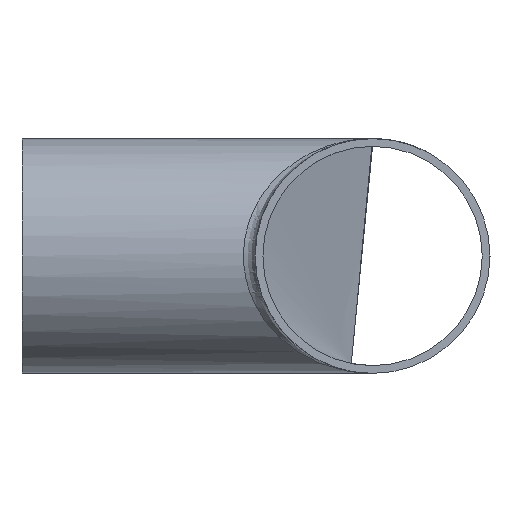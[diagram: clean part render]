
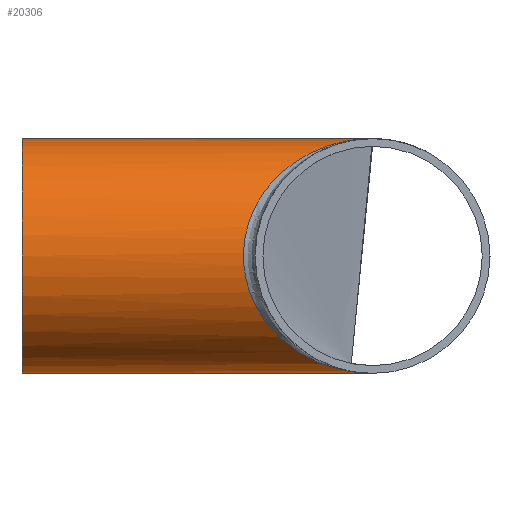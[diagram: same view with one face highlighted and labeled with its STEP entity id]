
A CAD part, left-side view. The second image highlights one B-rep face of the part: STEP entity #20306.
In plain terms, the highlighted cylindrical face has radius 30.15 mm (diameter 60.3 mm), a full revolution.
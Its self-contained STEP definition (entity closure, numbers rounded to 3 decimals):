
#284 = CARTESIAN_POINT ( 'NONE',  ( 0., 90., 30.15 ) ) ;
#546 = DIRECTION ( 'NONE',  ( 0., 0., -1. ) ) ;
#845 = AXIS2_PLACEMENT_3D ( 'NONE', #15225, #12212, #17005 ) ;
#900 =( BOUNDED_CURVE ( )  B_SPLINE_CURVE ( 3, ( #7911, #18409, #19859, #19757 ),
 .UNSPECIFIED., .F., .T. ) 
 B_SPLINE_CURVE_WITH_KNOTS ( ( 4, 4 ),
 ( 4.712, 7.854 ),
 .UNSPECIFIED. ) 
 CURVE ( )  GEOMETRIC_REPRESENTATION_ITEM ( )  RATIONAL_B_SPLINE_CURVE ( ( 1., 0.333, 0.333, 1. ) ) 
 REPRESENTATION_ITEM ( '' )  );
#1180 = CIRCLE ( 'NONE', #845, 30.15 ) ;
#2212 = FACE_OUTER_BOUND ( 'NONE', #10746, .T. ) ;
#5293 = EDGE_LOOP ( 'NONE', ( #7318 ) ) ;
#5749 = DIRECTION ( 'NONE',  ( 0., -1., 0. ) ) ;
#6953 = VERTEX_POINT ( 'NONE', #18623 ) ;
#7318 = ORIENTED_EDGE ( 'NONE', *, *, #11842, .F. ) ;
#7911 = CARTESIAN_POINT ( 'NONE',  ( 0., 0., -30.15 ) ) ;
#8283 = EDGE_CURVE ( 'NONE', #11798, #6953, #900, .T. ) ;
#8308 = ORIENTED_EDGE ( 'NONE', *, *, #18811, .T. ) ;
#8839 = CARTESIAN_POINT ( 'NONE',  ( 60.3, 66.3, 30.15 ) ) ;
#9096 = CYLINDRICAL_SURFACE ( 'NONE', #15719, 30.15 ) ;
#10116 =( BOUNDED_CURVE ( )  B_SPLINE_CURVE ( 3, ( #15658, #8839, #20782, #12627 ),
 .UNSPECIFIED., .F., .T. ) 
 B_SPLINE_CURVE_WITH_KNOTS ( ( 4, 4 ),
 ( 1.571, 4.712 ),
 .UNSPECIFIED. ) 
 CURVE ( )  GEOMETRIC_REPRESENTATION_ITEM ( )  RATIONAL_B_SPLINE_CURVE ( ( 1., 0.333, 0.333, 1. ) ) 
 REPRESENTATION_ITEM ( '' )  );
#10436 = CARTESIAN_POINT ( 'NONE',  ( 0., 0., -30.15 ) ) ;
#10746 = EDGE_LOOP ( 'NONE', ( #14129, #8308 ) ) ;
#11798 = VERTEX_POINT ( 'NONE', #10436 ) ;
#11842 = EDGE_CURVE ( 'NONE', #19693, #19693, #1180, .T. ) ;
#12212 = DIRECTION ( 'NONE',  ( 0., 1., 0. ) ) ;
#12627 = CARTESIAN_POINT ( 'NONE',  ( 0., 0., -30.15 ) ) ;
#14129 = ORIENTED_EDGE ( 'NONE', *, *, #8283, .T. ) ;
#15225 = CARTESIAN_POINT ( 'NONE',  ( 0., 90., 0. ) ) ;
#15589 = CARTESIAN_POINT ( 'NONE',  ( 0., 90., 0. ) ) ;
#15658 = CARTESIAN_POINT ( 'NONE',  ( 0., 0., 30.15 ) ) ;
#15719 = AXIS2_PLACEMENT_3D ( 'NONE', #15589, #5749, #546 ) ;
#17005 = DIRECTION ( 'NONE',  ( 0., 0., 1. ) ) ;
#18409 = CARTESIAN_POINT ( 'NONE',  ( -60.3, 66.3, -30.15 ) ) ;
#18623 = CARTESIAN_POINT ( 'NONE',  ( 0., 0., 30.15 ) ) ;
#18811 = EDGE_CURVE ( 'NONE', #6953, #11798, #10116, .T. ) ;
#19367 = FACE_OUTER_BOUND ( 'NONE', #5293, .T. ) ;
#19693 = VERTEX_POINT ( 'NONE', #284 ) ;
#19757 = CARTESIAN_POINT ( 'NONE',  ( 0., 0., 30.15 ) ) ;
#19859 = CARTESIAN_POINT ( 'NONE',  ( -60.3, 66.3, 30.15 ) ) ;
#20306 = ADVANCED_FACE ( 'NONE', ( #2212, #19367 ), #9096, .T. ) ;
#20782 = CARTESIAN_POINT ( 'NONE',  ( 60.3, 66.3, -30.15 ) ) ;
